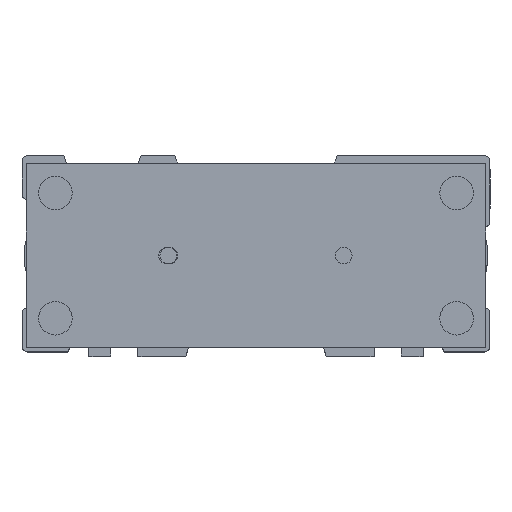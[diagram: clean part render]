
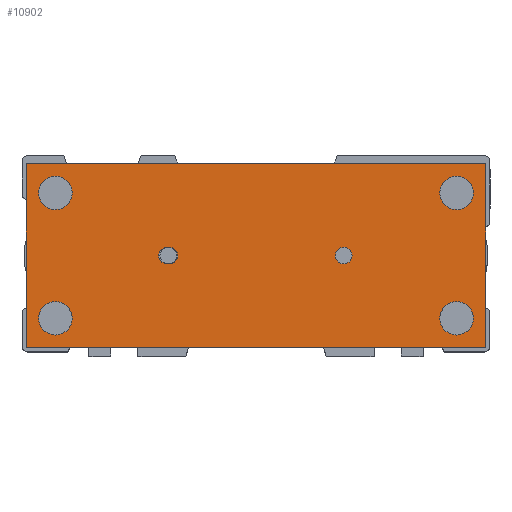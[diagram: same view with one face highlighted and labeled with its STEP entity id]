
A CAD part, top view. The second image highlights one B-rep face of the part: STEP entity #10902.
In plain terms, the highlighted planar face has unit normal (0, 0, 1).
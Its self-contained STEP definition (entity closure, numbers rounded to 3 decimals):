
#602=FACE_BOUND('',#2494,.T.);
#603=FACE_BOUND('',#2495,.T.);
#604=FACE_BOUND('',#2496,.T.);
#605=FACE_BOUND('',#2497,.T.);
#606=FACE_BOUND('',#2498,.T.);
#607=FACE_BOUND('',#2499,.T.);
#1255=PLANE('',#11569);
#1851=FACE_OUTER_BOUND('',#2493,.T.);
#2493=EDGE_LOOP('',(#10181,#10182,#10183,#10184));
#2494=EDGE_LOOP('',(#10185,#10186,#10187,#10188));
#2495=EDGE_LOOP('',(#10189));
#2496=EDGE_LOOP('',(#10190));
#2497=EDGE_LOOP('',(#10191));
#2498=EDGE_LOOP('',(#10192));
#2499=EDGE_LOOP('',(#10193));
#3517=LINE('',#25619,#4540);
#3521=LINE('',#25626,#4544);
#3524=LINE('',#25632,#4547);
#3526=LINE('',#25635,#4549);
#3527=LINE('',#25638,#4550);
#3528=LINE('',#25641,#4551);
#4540=VECTOR('',#13795,1000.);
#4544=VECTOR('',#13801,1000.);
#4547=VECTOR('',#13806,1000.);
#4549=VECTOR('',#13810,1000.);
#4550=VECTOR('',#13813,1000.);
#4551=VECTOR('',#13816,1000.);
#4735=CIRCLE('',#11533,2.);
#4737=CIRCLE('',#11536,4.);
#4739=CIRCLE('',#11539,4.);
#4741=CIRCLE('',#11542,4.);
#4743=CIRCLE('',#11545,4.);
#4749=CIRCLE('',#11554,2.);
#4756=CIRCLE('',#11570,2.);
#5706=VERTEX_POINT('',#25545);
#5707=VERTEX_POINT('',#25547);
#5709=VERTEX_POINT('',#25553);
#5711=VERTEX_POINT('',#25559);
#5713=VERTEX_POINT('',#25565);
#5715=VERTEX_POINT('',#25571);
#5721=VERTEX_POINT('',#25589);
#5730=VERTEX_POINT('',#25616);
#5731=VERTEX_POINT('',#25618);
#5733=VERTEX_POINT('',#25624);
#5735=VERTEX_POINT('',#25630);
#5736=VERTEX_POINT('',#25637);
#5737=VERTEX_POINT('',#25639);
#7186=EDGE_CURVE('',#5706,#5707,#4735,.T.);
#7190=EDGE_CURVE('',#5709,#5709,#4737,.T.);
#7193=EDGE_CURVE('',#5711,#5711,#4739,.T.);
#7196=EDGE_CURVE('',#5713,#5713,#4741,.T.);
#7199=EDGE_CURVE('',#5715,#5715,#4743,.T.);
#7208=EDGE_CURVE('',#5721,#5721,#4749,.T.);
#7221=EDGE_CURVE('',#5731,#5730,#3517,.T.);
#7225=EDGE_CURVE('',#5730,#5733,#3521,.T.);
#7228=EDGE_CURVE('',#5733,#5735,#3524,.T.);
#7230=EDGE_CURVE('',#5735,#5731,#3526,.T.);
#7231=EDGE_CURVE('',#5736,#5706,#3527,.T.);
#7232=EDGE_CURVE('',#5737,#5736,#4756,.T.);
#7233=EDGE_CURVE('',#5707,#5737,#3528,.T.);
#10181=ORIENTED_EDGE('',*,*,#7221,.T.);
#10182=ORIENTED_EDGE('',*,*,#7225,.T.);
#10183=ORIENTED_EDGE('',*,*,#7228,.T.);
#10184=ORIENTED_EDGE('',*,*,#7230,.T.);
#10185=ORIENTED_EDGE('',*,*,#7186,.F.);
#10186=ORIENTED_EDGE('',*,*,#7231,.F.);
#10187=ORIENTED_EDGE('',*,*,#7232,.F.);
#10188=ORIENTED_EDGE('',*,*,#7233,.F.);
#10189=ORIENTED_EDGE('',*,*,#7190,.F.);
#10190=ORIENTED_EDGE('',*,*,#7193,.F.);
#10191=ORIENTED_EDGE('',*,*,#7196,.F.);
#10192=ORIENTED_EDGE('',*,*,#7199,.F.);
#10193=ORIENTED_EDGE('',*,*,#7208,.F.);
#10902=ADVANCED_FACE('',(#1851,#602,#603,#604,#605,#606,#607),#1255,.T.);
#11533=AXIS2_PLACEMENT_3D('',#25548,#13715,#13716);
#11536=AXIS2_PLACEMENT_3D('',#25555,#13723,#13724);
#11539=AXIS2_PLACEMENT_3D('',#25561,#13730,#13731);
#11542=AXIS2_PLACEMENT_3D('',#25567,#13737,#13738);
#11545=AXIS2_PLACEMENT_3D('',#25573,#13744,#13745);
#11554=AXIS2_PLACEMENT_3D('',#25591,#13765,#13766);
#11569=AXIS2_PLACEMENT_3D('',#25636,#13811,#13812);
#11570=AXIS2_PLACEMENT_3D('',#25640,#13814,#13815);
#13715=DIRECTION('center_axis',(0.,0.,1.));
#13716=DIRECTION('ref_axis',(1.,0.,0.));
#13723=DIRECTION('center_axis',(0.,0.,1.));
#13724=DIRECTION('ref_axis',(-1.,0.,0.));
#13730=DIRECTION('center_axis',(0.,0.,1.));
#13731=DIRECTION('ref_axis',(1.,0.,0.));
#13737=DIRECTION('center_axis',(0.,0.,1.));
#13738=DIRECTION('ref_axis',(-1.,0.,0.));
#13744=DIRECTION('center_axis',(0.,0.,1.));
#13745=DIRECTION('ref_axis',(1.,0.,0.));
#13765=DIRECTION('center_axis',(0.,0.,1.));
#13766=DIRECTION('ref_axis',(1.,0.,0.));
#13795=DIRECTION('',(0.,-1.,0.));
#13801=DIRECTION('',(1.,0.,0.));
#13806=DIRECTION('',(0.,1.,0.));
#13810=DIRECTION('',(-1.,0.,0.));
#13811=DIRECTION('center_axis',(0.,0.,1.));
#13812=DIRECTION('ref_axis',(1.,0.,0.));
#13813=DIRECTION('',(1.,0.,0.));
#13814=DIRECTION('center_axis',(0.,0.,1.));
#13815=DIRECTION('ref_axis',(1.,0.,0.));
#13816=DIRECTION('',(-1.,0.,0.));
#25545=CARTESIAN_POINT('',(-20.75,-2.,10.));
#25547=CARTESIAN_POINT('',(-20.75,2.,10.));
#25548=CARTESIAN_POINT('Origin',(-20.75,0.,10.));
#25553=CARTESIAN_POINT('',(-52.,15.,10.));
#25555=CARTESIAN_POINT('Origin',(-48.,15.,10.));
#25559=CARTESIAN_POINT('',(44.,-15.,10.));
#25561=CARTESIAN_POINT('Origin',(48.,-15.,10.));
#25565=CARTESIAN_POINT('',(-52.,-15.,10.));
#25567=CARTESIAN_POINT('Origin',(-48.,-15.,10.));
#25571=CARTESIAN_POINT('',(44.,15.,10.));
#25573=CARTESIAN_POINT('Origin',(48.,15.,10.));
#25589=CARTESIAN_POINT('',(19.,0.,10.));
#25591=CARTESIAN_POINT('Origin',(21.,0.,10.));
#25616=CARTESIAN_POINT('',(-55.,-22.,10.));
#25618=CARTESIAN_POINT('',(-55.,22.,10.));
#25619=CARTESIAN_POINT('',(-55.,22.,10.));
#25624=CARTESIAN_POINT('',(55.,-22.,10.));
#25626=CARTESIAN_POINT('',(-55.,-22.,10.));
#25630=CARTESIAN_POINT('',(55.,22.,10.));
#25632=CARTESIAN_POINT('',(55.,22.,10.));
#25635=CARTESIAN_POINT('',(-55.,22.,10.));
#25636=CARTESIAN_POINT('Origin',(-55.,-22.,10.));
#25637=CARTESIAN_POINT('',(-21.25,-2.,10.));
#25638=CARTESIAN_POINT('',(-21.25,-2.,10.));
#25639=CARTESIAN_POINT('',(-21.25,2.,10.));
#25640=CARTESIAN_POINT('Origin',(-21.25,0.,10.));
#25641=CARTESIAN_POINT('',(-21.25,2.,10.));
